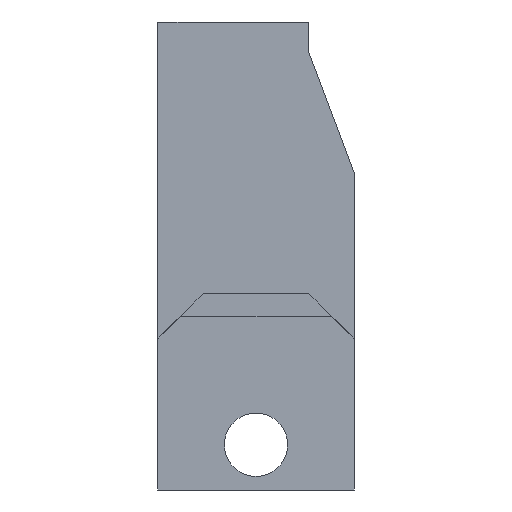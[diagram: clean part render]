
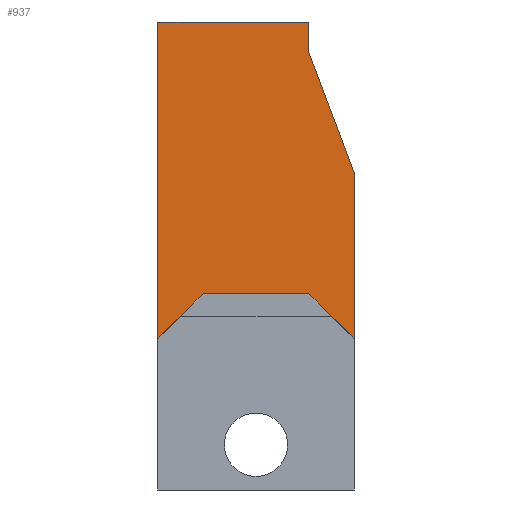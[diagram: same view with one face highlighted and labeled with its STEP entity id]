
A CAD part, left-side view. The second image highlights one B-rep face of the part: STEP entity #937.
In plain terms, the highlighted planar face has unit normal (-1, 0, 0).
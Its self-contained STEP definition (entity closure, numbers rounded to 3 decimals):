
#57=PLANE('',#1010);
#104=FACE_OUTER_BOUND('',#157,.T.);
#157=EDGE_LOOP('',(#823,#824,#825,#826,#827,#828));
#262=LINE('',#1469,#382);
#265=LINE('',#1475,#385);
#271=LINE('',#1488,#391);
#275=LINE('',#1498,#395);
#276=LINE('',#1500,#396);
#277=LINE('',#1501,#397);
#382=VECTOR('',#1198,10.);
#385=VECTOR('',#1203,10.);
#391=VECTOR('',#1213,10.);
#395=VECTOR('',#1223,10.);
#396=VECTOR('',#1224,10.);
#397=VECTOR('',#1225,10.);
#491=VERTEX_POINT('',#1466);
#492=VERTEX_POINT('',#1468);
#494=VERTEX_POINT('',#1474);
#499=VERTEX_POINT('',#1487);
#502=VERTEX_POINT('',#1497);
#503=VERTEX_POINT('',#1499);
#605=EDGE_CURVE('',#492,#491,#262,.T.);
#608=EDGE_CURVE('',#494,#492,#265,.T.);
#615=EDGE_CURVE('',#494,#499,#271,.T.);
#620=EDGE_CURVE('',#502,#491,#275,.T.);
#621=EDGE_CURVE('',#503,#502,#276,.T.);
#622=EDGE_CURVE('',#503,#499,#277,.T.);
#823=ORIENTED_EDGE('',*,*,#608,.T.);
#824=ORIENTED_EDGE('',*,*,#605,.T.);
#825=ORIENTED_EDGE('',*,*,#620,.F.);
#826=ORIENTED_EDGE('',*,*,#621,.F.);
#827=ORIENTED_EDGE('',*,*,#622,.T.);
#828=ORIENTED_EDGE('',*,*,#615,.F.);
#937=ADVANCED_FACE('',(#104),#57,.T.);
#1010=AXIS2_PLACEMENT_3D('',#1496,#1221,#1222);
#1198=DIRECTION('',(0.,0.,1.));
#1203=DIRECTION('',(0.,0.351,0.936));
#1213=DIRECTION('',(0.,0.,-1.));
#1221=DIRECTION('center_axis',(-1.,0.,0.));
#1222=DIRECTION('ref_axis',(0.,0.,-1.));
#1223=DIRECTION('',(0.,-1.,0.));
#1224=DIRECTION('',(0.,0.,1.));
#1225=DIRECTION('',(0.,-1.,0.));
#1466=CARTESIAN_POINT('',(0.,-10.,23.));
#1468=CARTESIAN_POINT('',(0.,-10.,21.));
#1469=CARTESIAN_POINT('',(0.,-10.,23.));
#1474=CARTESIAN_POINT('',(0.,-13.,13.));
#1475=CARTESIAN_POINT('',(0.,-9.055,23.521));
#1487=CARTESIAN_POINT('',(0.,-13.,0.));
#1488=CARTESIAN_POINT('',(0.,-13.,0.));
#1496=CARTESIAN_POINT('Origin',(0.,0.,23.));
#1497=CARTESIAN_POINT('',(0.,0.,23.));
#1498=CARTESIAN_POINT('',(0.,0.,23.));
#1499=CARTESIAN_POINT('',(0.,0.,0.));
#1500=CARTESIAN_POINT('',(0.,0.,0.));
#1501=CARTESIAN_POINT('',(0.,0.,0.));
